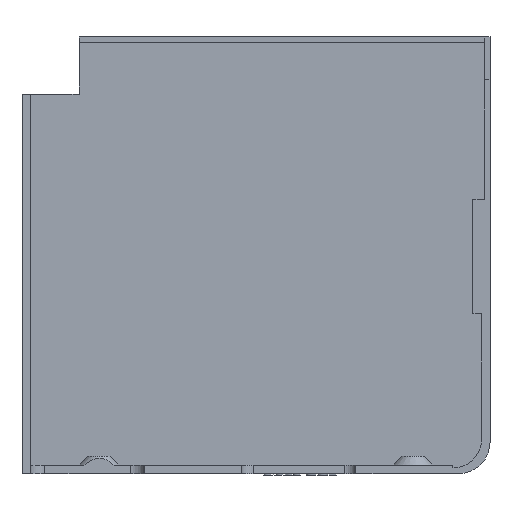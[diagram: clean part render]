
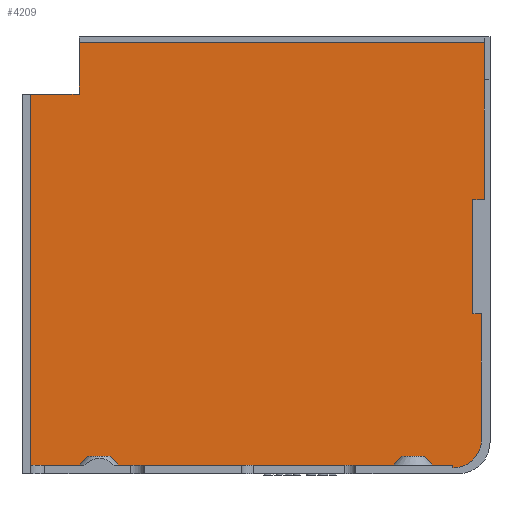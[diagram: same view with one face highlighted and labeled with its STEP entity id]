
A CAD part, front view. The second image highlights one B-rep face of the part: STEP entity #4209.
In plain terms, the highlighted planar face has unit normal (0, -1, 0).
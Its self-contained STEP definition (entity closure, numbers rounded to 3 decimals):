
#79=CIRCLE('',#4371,10.);
#681=FACE_OUTER_BOUND('',#935,.T.);
#935=EDGE_LOOP('',(#3809,#3810,#3811,#3812,#3813,#3814,#3815,#3816,#3817,
#3818,#3819,#3820));
#1192=LINE('',#8040,#1530);
#1222=LINE('',#8135,#1560);
#1230=LINE('',#8151,#1568);
#1237=LINE('',#8162,#1575);
#1245=LINE('',#8181,#1583);
#1251=LINE('',#8192,#1589);
#1262=LINE('',#8233,#1600);
#1264=LINE('',#8237,#1602);
#1267=LINE('',#8242,#1605);
#1269=LINE('',#8258,#1607);
#1277=LINE('',#8276,#1615);
#1530=VECTOR('',#4746,10.);
#1560=VECTOR('',#4822,10.);
#1568=VECTOR('',#4832,10.);
#1575=VECTOR('',#4841,10.);
#1583=VECTOR('',#4861,10.);
#1589=VECTOR('',#4871,10.);
#1600=VECTOR('',#4916,10.);
#1602=VECTOR('',#4920,10.);
#1605=VECTOR('',#4925,10.);
#1607=VECTOR('',#4945,10.);
#1615=VECTOR('',#4973,10.);
#1961=VERTEX_POINT('',#8037);
#1962=VERTEX_POINT('',#8039);
#2003=VERTEX_POINT('',#8133);
#2004=VERTEX_POINT('',#8134);
#2010=VERTEX_POINT('',#8148);
#2019=VERTEX_POINT('',#8180);
#2022=VERTEX_POINT('',#8191);
#2031=VERTEX_POINT('',#8230);
#2032=VERTEX_POINT('',#8232);
#2033=VERTEX_POINT('',#8236);
#2034=VERTEX_POINT('',#8240);
#2039=VERTEX_POINT('',#8256);
#2530=EDGE_CURVE('',#1962,#1961,#1192,.T.);
#2577=EDGE_CURVE('',#2003,#2004,#1222,.T.);
#2585=EDGE_CURVE('',#2004,#2010,#1230,.T.);
#2592=EDGE_CURVE('',#2010,#1962,#1237,.T.);
#2601=EDGE_CURVE('',#2019,#2003,#1245,.T.);
#2607=EDGE_CURVE('',#2022,#2019,#1251,.T.);
#2627=EDGE_CURVE('',#2031,#2032,#1262,.T.);
#2629=EDGE_CURVE('',#2033,#2032,#1264,.T.);
#2632=EDGE_CURVE('',#2034,#2022,#1267,.T.);
#2638=EDGE_CURVE('',#1961,#2039,#1269,.T.);
#2646=EDGE_CURVE('',#2033,#2039,#79,.T.);
#2647=EDGE_CURVE('',#2031,#2034,#1277,.T.);
#3809=ORIENTED_EDGE('',*,*,#2585,.T.);
#3810=ORIENTED_EDGE('',*,*,#2592,.T.);
#3811=ORIENTED_EDGE('',*,*,#2530,.T.);
#3812=ORIENTED_EDGE('',*,*,#2638,.T.);
#3813=ORIENTED_EDGE('',*,*,#2646,.F.);
#3814=ORIENTED_EDGE('',*,*,#2629,.T.);
#3815=ORIENTED_EDGE('',*,*,#2627,.F.);
#3816=ORIENTED_EDGE('',*,*,#2647,.T.);
#3817=ORIENTED_EDGE('',*,*,#2632,.T.);
#3818=ORIENTED_EDGE('',*,*,#2607,.T.);
#3819=ORIENTED_EDGE('',*,*,#2601,.T.);
#3820=ORIENTED_EDGE('',*,*,#2577,.T.);
#3990=PLANE('',#4370);
#4209=ADVANCED_FACE('',(#681),#3990,.F.);
#4370=AXIS2_PLACEMENT_3D('',#8274,#4969,#4970);
#4371=AXIS2_PLACEMENT_3D('',#8275,#4971,#4972);
#4746=DIRECTION('',(1.,0.,0.));
#4822=DIRECTION('',(0.,0.,-1.));
#4832=DIRECTION('',(-1.,0.,0.));
#4841=DIRECTION('',(0.,0.,-1.));
#4861=DIRECTION('',(-1.,0.,0.));
#4871=DIRECTION('',(0.,0.,1.));
#4916=DIRECTION('',(1.,0.,0.));
#4920=DIRECTION('',(0.,0.,1.));
#4925=DIRECTION('',(1.,0.,0.));
#4945=DIRECTION('',(0.,0.,-1.));
#4969=DIRECTION('center_axis',(0.,1.,0.));
#4970=DIRECTION('ref_axis',(-1.,0.,0.));
#4971=DIRECTION('center_axis',(0.,1.,0.));
#4972=DIRECTION('ref_axis',(1.,0.,0.));
#4973=DIRECTION('',(0.,0.,1.));
#8037=CARTESIAN_POINT('',(82.,40.,-97.));
#8039=CARTESIAN_POINT('',(-66.,40.,-97.));
#8040=CARTESIAN_POINT('',(-26.5,40.,-97.));
#8133=CARTESIAN_POINT('',(-49.,40.,51.));
#8134=CARTESIAN_POINT('',(-49.,40.,33.));
#8135=CARTESIAN_POINT('',(-49.,40.,14.75));
#8148=CARTESIAN_POINT('',(-66.,40.,33.));
#8151=CARTESIAN_POINT('',(-23.,40.,33.));
#8162=CARTESIAN_POINT('',(-66.,40.,-100.));
#8180=CARTESIAN_POINT('',(93.,40.,51.));
#8181=CARTESIAN_POINT('',(-26.5,40.,51.));
#8191=CARTESIAN_POINT('',(93.,40.,-4.));
#8192=CARTESIAN_POINT('',(93.,40.,-88.));
#8230=CARTESIAN_POINT('',(89.,40.,-44.));
#8232=CARTESIAN_POINT('',(92.,40.,-44.));
#8233=CARTESIAN_POINT('',(89.,40.,-44.));
#8236=CARTESIAN_POINT('',(92.,40.,-88.));
#8237=CARTESIAN_POINT('',(92.,40.,-88.));
#8240=CARTESIAN_POINT('',(89.,40.,-4.));
#8242=CARTESIAN_POINT('',(89.,40.,-4.));
#8256=CARTESIAN_POINT('',(82.,40.,-98.));
#8258=CARTESIAN_POINT('',(82.,40.,-60.75));
#8274=CARTESIAN_POINT('Origin',(13.,40.,-23.5));
#8275=CARTESIAN_POINT('Origin',(82.,40.,-88.));
#8276=CARTESIAN_POINT('',(89.,40.,-55.75));
